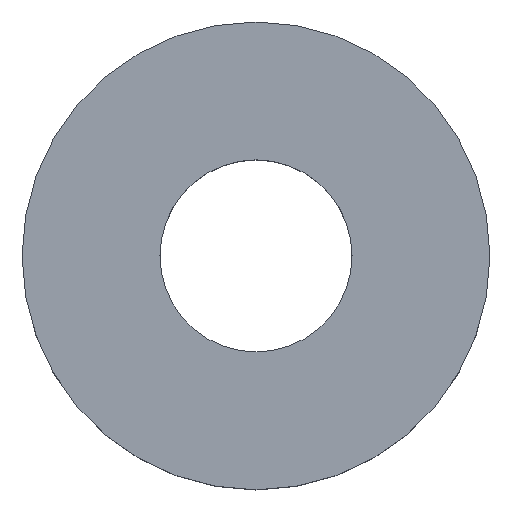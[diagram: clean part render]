
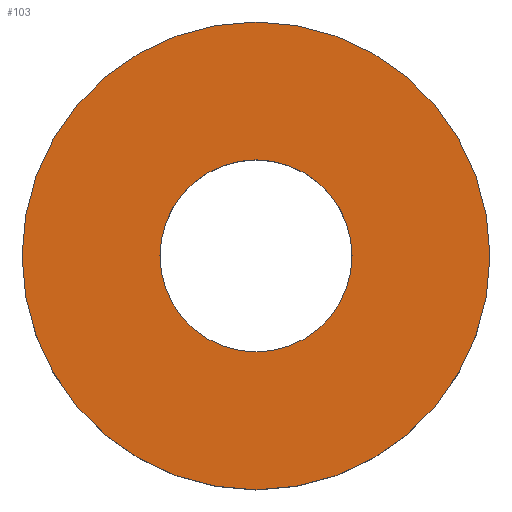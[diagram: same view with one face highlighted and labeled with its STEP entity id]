
A CAD part, top view. The second image highlights one B-rep face of the part: STEP entity #103.
In plain terms, the highlighted planar face has unit normal (0, 0, 1).
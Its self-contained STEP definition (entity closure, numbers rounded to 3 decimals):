
#1 = ORIENTED_EDGE ( 'NONE', *, *, #203, .T. ) ;
#5 = VERTEX_POINT ( 'NONE', #70 ) ;
#6 = CARTESIAN_POINT ( 'NONE',  ( 0., 0., 9. ) ) ;
#14 = FACE_OUTER_BOUND ( 'NONE', #92, .T. ) ;
#15 = AXIS2_PLACEMENT_3D ( 'NONE', #165, #146, #193 ) ;
#17 = DIRECTION ( 'NONE',  ( 0., 0., 1. ) ) ;
#19 = CIRCLE ( 'NONE', #26, 8.5 ) ;
#23 = ORIENTED_EDGE ( 'NONE', *, *, #209, .F. ) ;
#25 = CARTESIAN_POINT ( 'NONE',  ( 20.7, 0., 9. ) ) ;
#26 = AXIS2_PLACEMENT_3D ( 'NONE', #29, #147, #80 ) ;
#29 = CARTESIAN_POINT ( 'NONE',  ( 0., 0., 9. ) ) ;
#30 = CARTESIAN_POINT ( 'NONE',  ( -20.7, 0., 9. ) ) ;
#38 = DIRECTION ( 'NONE',  ( 0., 0., 1. ) ) ;
#43 = EDGE_LOOP ( 'NONE', ( #116, #23 ) ) ;
#47 = VERTEX_POINT ( 'NONE', #30 ) ;
#70 = CARTESIAN_POINT ( 'NONE',  ( 8.5, 0., 9. ) ) ;
#71 = CARTESIAN_POINT ( 'NONE',  ( 0., 0., 9. ) ) ;
#72 = PLANE ( 'NONE',  #188 ) ;
#80 = DIRECTION ( 'NONE',  ( 1., 0., 0. ) ) ;
#86 = DIRECTION ( 'NONE',  ( 1., 0., 0. ) ) ;
#88 = CIRCLE ( 'NONE', #122, 20.7 ) ;
#92 = EDGE_LOOP ( 'NONE', ( #1, #107 ) ) ;
#103 = ADVANCED_FACE ( 'NONE', ( #14, #119 ), #72, .T. ) ;
#104 = DIRECTION ( 'NONE',  ( 1., 0., 0. ) ) ;
#107 = ORIENTED_EDGE ( 'NONE', *, *, #157, .T. ) ;
#110 = CIRCLE ( 'NONE', #191, 8.5 ) ;
#116 = ORIENTED_EDGE ( 'NONE', *, *, #138, .F. ) ;
#119 = FACE_BOUND ( 'NONE', #43, .T. ) ;
#122 = AXIS2_PLACEMENT_3D ( 'NONE', #6, #127, #162 ) ;
#127 = DIRECTION ( 'NONE',  ( 0., 0., 1. ) ) ;
#128 = VERTEX_POINT ( 'NONE', #154 ) ;
#138 = EDGE_CURVE ( 'NONE', #128, #5, #110, .T. ) ;
#143 = VERTEX_POINT ( 'NONE', #25 ) ;
#146 = DIRECTION ( 'NONE',  ( 0., 0., 1. ) ) ;
#147 = DIRECTION ( 'NONE',  ( 0., 0., 1. ) ) ;
#154 = CARTESIAN_POINT ( 'NONE',  ( -8.5, 0., 9. ) ) ;
#157 = EDGE_CURVE ( 'NONE', #143, #47, #176, .T. ) ;
#162 = DIRECTION ( 'NONE',  ( 1., 0., 0. ) ) ;
#165 = CARTESIAN_POINT ( 'NONE',  ( 0., 0., 9. ) ) ;
#171 = CARTESIAN_POINT ( 'NONE',  ( 0., 0., 9. ) ) ;
#176 = CIRCLE ( 'NONE', #15, 20.7 ) ;
#188 = AXIS2_PLACEMENT_3D ( 'NONE', #71, #38, #104 ) ;
#191 = AXIS2_PLACEMENT_3D ( 'NONE', #171, #17, #86 ) ;
#193 = DIRECTION ( 'NONE',  ( 1., 0., 0. ) ) ;
#203 = EDGE_CURVE ( 'NONE', #47, #143, #88, .T. ) ;
#209 = EDGE_CURVE ( 'NONE', #5, #128, #19, .T. ) ;
